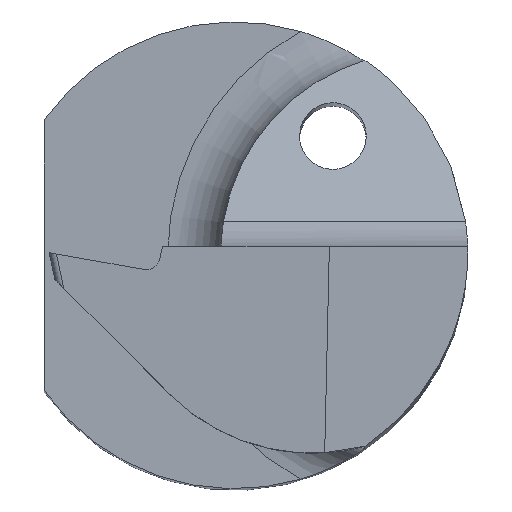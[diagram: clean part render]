
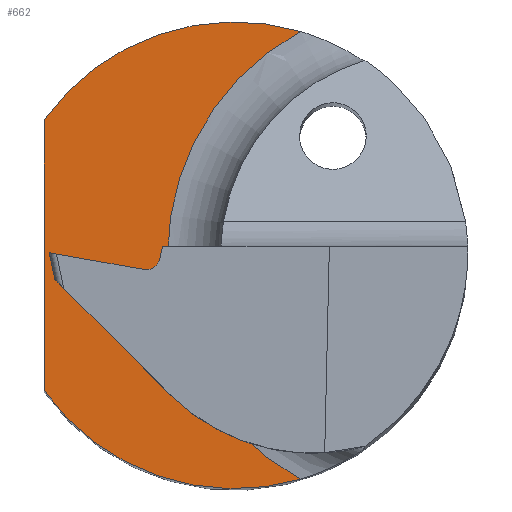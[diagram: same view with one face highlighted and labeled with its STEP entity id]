
A CAD part, top view. The second image highlights one B-rep face of the part: STEP entity #662.
In plain terms, the highlighted planar face has unit normal (0, 0, 1).
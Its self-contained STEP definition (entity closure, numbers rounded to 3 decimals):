
#27 = ORIENTED_EDGE ( 'NONE', *, *, #340, .F. ) ;
#53 = EDGE_CURVE ( 'NONE', #127, #516, #126, .T. ) ;
#56 = LINE ( 'NONE', #816, #565 ) ;
#94 = EDGE_CURVE ( 'NONE', #756, #127, #364, .T. ) ;
#126 = CIRCLE ( 'NONE', #691, 3.827 ) ;
#127 = VERTEX_POINT ( 'NONE', #558 ) ;
#132 = CARTESIAN_POINT ( 'NONE',  ( 0.99, -3.357, 15. ) ) ;
#142 = DIRECTION ( 'NONE',  ( 0., 1., 0. ) ) ;
#168 = CARTESIAN_POINT ( 'NONE',  ( 0.325, -0.054, 15. ) ) ;
#169 = EDGE_LOOP ( 'NONE', ( #246, #27, #738, #782, #228 ) ) ;
#172 = FACE_OUTER_BOUND ( 'NONE', #169, .T. ) ;
#176 = AXIS2_PLACEMENT_3D ( 'NONE', #168, #470, #772 ) ;
#188 = EDGE_CURVE ( 'NONE', #516, #921, #866, .T. ) ;
#191 = DIRECTION ( 'NONE',  ( -1., 0., 0. ) ) ;
#228 = ORIENTED_EDGE ( 'NONE', *, *, #94, .F. ) ;
#241 = VERTEX_POINT ( 'NONE', #690 ) ;
#245 = EDGE_CURVE ( 'NONE', #241, #756, #252, .T. ) ;
#246 = ORIENTED_EDGE ( 'NONE', *, *, #245, .F. ) ;
#252 = CIRCLE ( 'NONE', #727, 3.5 ) ;
#261 = DIRECTION ( 'NONE',  ( 0., 0., 1. ) ) ;
#264 = AXIS2_PLACEMENT_3D ( 'NONE', #969, #758, #763 ) ;
#332 = AXIS2_PLACEMENT_3D ( 'NONE', #412, #644, #191 ) ;
#340 = EDGE_CURVE ( 'NONE', #921, #241, #56, .T. ) ;
#364 = CIRCLE ( 'NONE', #332, 3.827 ) ;
#412 = CARTESIAN_POINT ( 'NONE',  ( 2.827, 0., 15. ) ) ;
#440 = DIRECTION ( 'NONE',  ( 0., 0., -1. ) ) ;
#470 = DIRECTION ( 'NONE',  ( 0., 0., 1. ) ) ;
#501 = CARTESIAN_POINT ( 'NONE',  ( 2.827, 0., 15. ) ) ;
#516 = VERTEX_POINT ( 'NONE', #132 ) ;
#558 = CARTESIAN_POINT ( 'NONE',  ( -1., 0., 15. ) ) ;
#565 = VECTOR ( 'NONE', #142, 1000. ) ;
#644 = DIRECTION ( 'NONE',  ( 0., 0., 1. ) ) ;
#662 = ADVANCED_FACE ( 'NONE', ( #172 ), #848, .T. ) ;
#690 = CARTESIAN_POINT ( 'NONE',  ( -2.85, 2.032, 15. ) ) ;
#691 = AXIS2_PLACEMENT_3D ( 'NONE', #501, #261, #867 ) ;
#698 = DIRECTION ( 'NONE',  ( -1., 0., 0. ) ) ;
#727 = AXIS2_PLACEMENT_3D ( 'NONE', #753, #440, #698 ) ;
#738 = ORIENTED_EDGE ( 'NONE', *, *, #188, .F. ) ;
#753 = CARTESIAN_POINT ( 'NONE',  ( 0., 0., 15. ) ) ;
#756 = VERTEX_POINT ( 'NONE', #860 ) ;
#758 = DIRECTION ( 'NONE',  ( 0., 0., -1. ) ) ;
#763 = DIRECTION ( 'NONE',  ( -1., 0., 0. ) ) ;
#772 = DIRECTION ( 'NONE',  ( -1., 0., 0. ) ) ;
#782 = ORIENTED_EDGE ( 'NONE', *, *, #53, .F. ) ;
#816 = CARTESIAN_POINT ( 'NONE',  ( -2.85, 2.032, 15. ) ) ;
#848 = PLANE ( 'NONE',  #176 ) ;
#860 = CARTESIAN_POINT ( 'NONE',  ( 0.99, 3.357, 15. ) ) ;
#866 = CIRCLE ( 'NONE', #264, 3.5 ) ;
#867 = DIRECTION ( 'NONE',  ( -1., 0., 0. ) ) ;
#921 = VERTEX_POINT ( 'NONE', #942 ) ;
#942 = CARTESIAN_POINT ( 'NONE',  ( -2.85, -2.032, 15. ) ) ;
#969 = CARTESIAN_POINT ( 'NONE',  ( 0., 0., 15. ) ) ;
